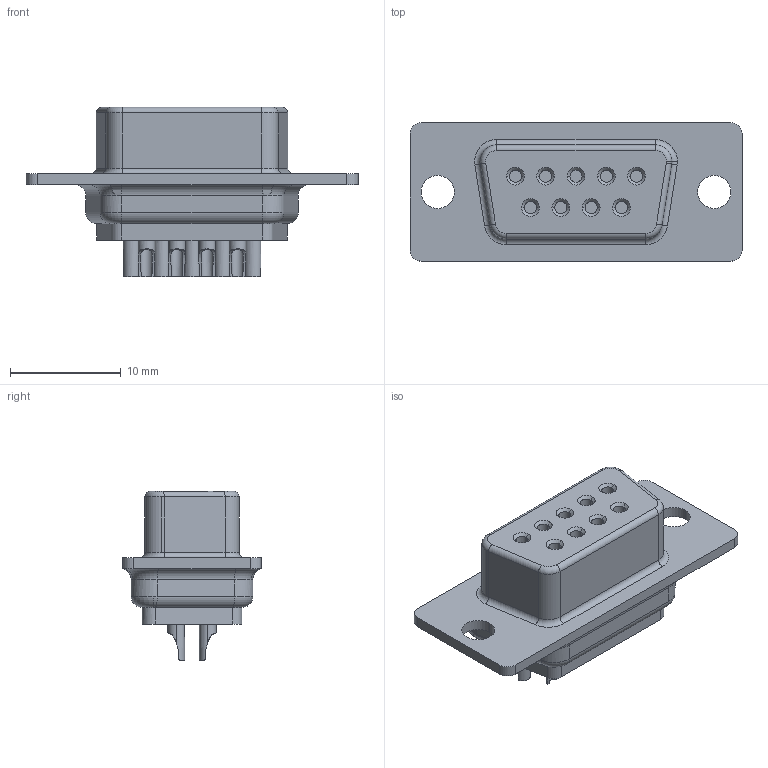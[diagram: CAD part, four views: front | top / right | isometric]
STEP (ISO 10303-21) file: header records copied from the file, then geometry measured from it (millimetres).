
FILE_DESCRIPTION (( 'STEP AP203' ), '1' );
FILE_NAME ('COM DB-9 female.STEP', '2014-01-31T21:21:12', ( '' ), ( '' ), 'SwSTEP 2.0', 'SolidWorks 2013', '' );
FILE_SCHEMA (( 'CONFIG_CONTROL_DESIGN' ));
Length unit declared in the file: millimetre
Products named in the file (1): COM DB-9 female
Bounding box: 30 x 12.5 x 15.3 mm (x, y, z)
Volume: 2045.1 mm3; surface area: 1642.4 mm2
Topology: 1 solids, 1 shells, 193 faces, 455 edges, 283 vertices
Faces by surface type: cylinder 93, plane 48, torus 21, cone 18, bspline 13
Entity records: 6157 total; most frequent: CARTESIAN_POINT 1625, DIRECTION 969, ORIENTED_EDGE 910, EDGE_CURVE 455, AXIS2_PLACEMENT_3D 395, VERTEX_POINT 283, EDGE_LOOP 216, CIRCLE 214
